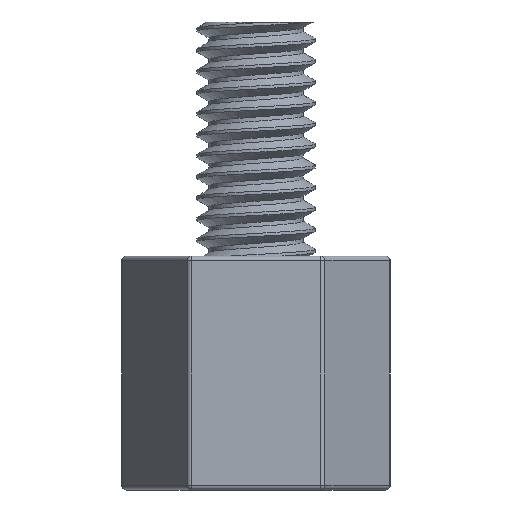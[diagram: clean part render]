
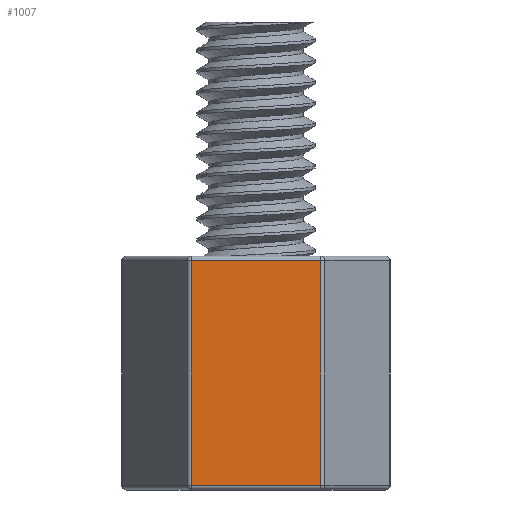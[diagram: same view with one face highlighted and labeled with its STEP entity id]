
A CAD part, front view. The second image highlights one B-rep face of the part: STEP entity #1007.
In plain terms, the highlighted planar face has unit normal (0, -1, 0).
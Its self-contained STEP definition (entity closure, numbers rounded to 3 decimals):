
#19=PLANE('',#1097);
#67=FACE_OUTER_BOUND('',#134,.T.);
#134=EDGE_LOOP('',(#734,#735,#736,#737));
#293=LINE('',#2237,#352);
#295=LINE('',#2247,#354);
#297=LINE('',#2253,#356);
#298=LINE('',#2254,#357);
#352=VECTOR('',#1251,10.);
#354=VECTOR('',#1263,10.);
#356=VECTOR('',#1269,10.);
#357=VECTOR('',#1270,10.);
#437=VERTEX_POINT('',#2229);
#440=VERTEX_POINT('',#2236);
#443=VERTEX_POINT('',#2246);
#445=VERTEX_POINT('',#2252);
#550=EDGE_CURVE('',#437,#440,#293,.T.);
#555=EDGE_CURVE('',#440,#443,#295,.T.);
#558=EDGE_CURVE('',#445,#437,#297,.T.);
#559=EDGE_CURVE('',#443,#445,#298,.T.);
#734=ORIENTED_EDGE('',*,*,#550,.F.);
#735=ORIENTED_EDGE('',*,*,#558,.F.);
#736=ORIENTED_EDGE('',*,*,#559,.F.);
#737=ORIENTED_EDGE('',*,*,#555,.F.);
#1007=ADVANCED_FACE('',(#67),#19,.T.);
#1097=AXIS2_PLACEMENT_3D('',#2251,#1267,#1268);
#1251=DIRECTION('',(0.,0.,1.));
#1263=DIRECTION('',(1.,0.,0.));
#1267=DIRECTION('center_axis',(0.,-1.,0.));
#1268=DIRECTION('ref_axis',(1.,0.,0.));
#1269=DIRECTION('',(-1.,0.,0.));
#1270=DIRECTION('',(0.,0.,-1.));
#2229=CARTESIAN_POINT('',(25.614,-2.5,0.1));
#2236=CARTESIAN_POINT('',(25.614,-2.5,4.9));
#2237=CARTESIAN_POINT('',(25.614,-2.5,0.));
#2246=CARTESIAN_POINT('',(28.386,-2.5,4.9));
#2247=CARTESIAN_POINT('',(26.278,-2.5,4.9));
#2251=CARTESIAN_POINT('Origin',(25.557,-2.5,0.));
#2252=CARTESIAN_POINT('',(28.386,-2.5,0.1));
#2253=CARTESIAN_POINT('',(26.278,-2.5,0.1));
#2254=CARTESIAN_POINT('',(28.386,-2.5,0.));
